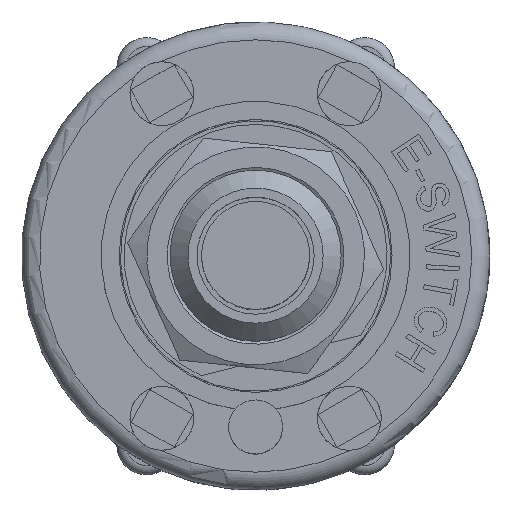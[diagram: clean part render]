
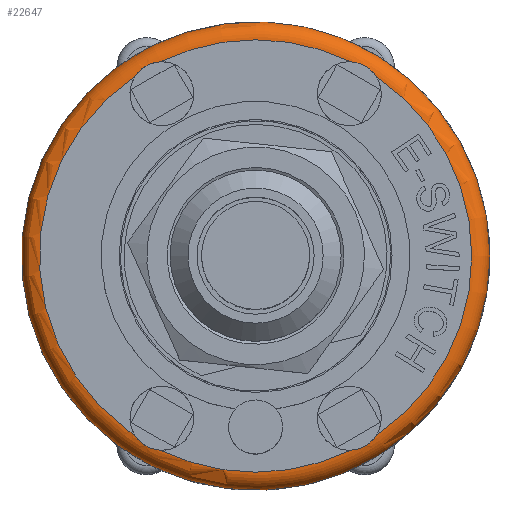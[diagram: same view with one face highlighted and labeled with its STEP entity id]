
A CAD part, top view. The second image highlights one B-rep face of the part: STEP entity #22647.
In plain terms, the highlighted toroidal (fillet/blend) face has major radius 12 mm and minor radius 1 mm.
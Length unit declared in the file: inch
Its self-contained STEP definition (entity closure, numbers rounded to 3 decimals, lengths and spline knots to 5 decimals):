
#20864=CARTESIAN_POINT('',(0.51181,0.0,0.3622));
#20865=VERTEX_POINT('',#20864);
#20866=CARTESIAN_POINT('',(0.0,0.0,0.3622));
#20867=DIRECTION('',(0.0,0.0,1.0));
#20868=DIRECTION('',(-1.0,0.0,0.0));
#20869=AXIS2_PLACEMENT_3D('',#20866,#20867,#20868);
#20870=CIRCLE('',#20869,0.51181);
#20871=EDGE_CURVE('',#20865,#20865,#20870,.T.);
#22357=CARTESIAN_POINT('',(-0.20753,0.42442,0.40157));
#22358=VERTEX_POINT('',#22357);
#22359=CARTESIAN_POINT('',(-0.26379,0.39194,0.40157));
#22360=VERTEX_POINT('',#22359);
#22368=CARTESIAN_POINT('',(-0.26379,0.39194,0.40157));
#22369=CARTESIAN_POINT('',(-0.26063,0.39693,0.40157));
#22370=CARTESIAN_POINT('',(-0.25684,0.40153,0.40137));
#22371=CARTESIAN_POINT('',(-0.25019,0.40776,0.40113));
#22372=CARTESIAN_POINT('',(-0.24774,0.40975,0.40106));
#22373=CARTESIAN_POINT('',(-0.24411,0.41233,0.401));
#22374=CARTESIAN_POINT('',(-0.24303,0.41306,0.40098));
#22375=CARTESIAN_POINT('',(-0.24115,0.41424,0.40097));
#22376=CARTESIAN_POINT('',(-0.24035,0.41472,0.40097));
#22377=CARTESIAN_POINT('',(-0.23874,0.41565,0.40097));
#22378=CARTESIAN_POINT('',(-0.23791,0.4161,0.40097));
#22379=CARTESIAN_POINT('',(-0.23586,0.41717,0.40099));
#22380=CARTESIAN_POINT('',(-0.23462,0.41777,0.401));
#22381=CARTESIAN_POINT('',(-0.23029,0.41972,0.40107));
#22382=CARTESIAN_POINT('',(-0.22713,0.42087,0.40115));
#22383=CARTESIAN_POINT('',(-0.2184,0.42336,0.4014));
#22384=CARTESIAN_POINT('',(-0.2129,0.4242,0.40157));
#22385=CARTESIAN_POINT('',(-0.20753,0.42442,0.40157));
#22386=B_SPLINE_CURVE_WITH_KNOTS('',3,(#22368,#22369,#22370,#22371,#22372,#22373,#22374,#22375,#22376,#22377,#22378,#22379,#22380,#22381,#22382,#22383,#22384,#22385),.UNSPECIFIED.,.F.,.U.,(4,2,2,2,2,2,2,2,4),(-0.30321,-0.28459,-0.27477,-0.27072,-0.26786,-0.26495,-0.2607,-0.25033,-0.23279),.UNSPECIFIED.);
#22387=EDGE_CURVE('',#22360,#22358,#22386,.T.);
#22423=CARTESIAN_POINT('',(-0.26379,-0.39194,0.40157));
#22424=VERTEX_POINT('',#22423);
#22425=CARTESIAN_POINT('',(-0.20753,-0.42442,0.40157));
#22426=VERTEX_POINT('',#22425);
#22434=CARTESIAN_POINT('',(-0.20753,-0.42442,0.40157));
#22435=CARTESIAN_POINT('',(-0.21344,-0.42418,0.40157));
#22436=CARTESIAN_POINT('',(-0.21932,-0.42319,0.40137));
#22437=CARTESIAN_POINT('',(-0.22803,-0.42055,0.40113));
#22438=CARTESIAN_POINT('',(-0.23098,-0.41943,0.40106));
#22439=CARTESIAN_POINT('',(-0.23503,-0.41757,0.401));
#22440=CARTESIAN_POINT('',(-0.2362,-0.417,0.40098));
#22441=CARTESIAN_POINT('',(-0.23817,-0.41596,0.40097));
#22442=CARTESIAN_POINT('',(-0.23898,-0.41551,0.40097));
#22443=CARTESIAN_POINT('',(-0.24059,-0.41458,0.40097));
#22444=CARTESIAN_POINT('',(-0.2414,-0.41409,0.40097));
#22445=CARTESIAN_POINT('',(-0.24335,-0.41285,0.40099));
#22446=CARTESIAN_POINT('',(-0.24449,-0.41207,0.401));
#22447=CARTESIAN_POINT('',(-0.24834,-0.4093,0.40107));
#22448=CARTESIAN_POINT('',(-0.25092,-0.40713,0.40115));
#22449=CARTESIAN_POINT('',(-0.25744,-0.40082,0.4014));
#22450=CARTESIAN_POINT('',(-0.26092,-0.39648,0.40157));
#22451=CARTESIAN_POINT('',(-0.26379,-0.39194,0.40157));
#22452=B_SPLINE_CURVE_WITH_KNOTS('',3,(#22434,#22435,#22436,#22437,#22438,#22439,#22440,#22441,#22442,#22443,#22444,#22445,#22446,#22447,#22448,#22449,#22450,#22451),.UNSPECIFIED.,.F.,.U.,(4,2,2,2,2,2,2,2,4),(-0.30321,-0.28459,-0.27477,-0.27072,-0.26786,-0.26495,-0.2607,-0.25033,-0.23279),.UNSPECIFIED.);
#22453=EDGE_CURVE('',#22426,#22424,#22452,.T.);
#22489=CARTESIAN_POINT('',(0.20753,-0.42442,0.40157));
#22490=VERTEX_POINT('',#22489);
#22491=CARTESIAN_POINT('',(0.26379,-0.39194,0.40157));
#22492=VERTEX_POINT('',#22491);
#22500=CARTESIAN_POINT('',(0.26379,-0.39194,0.40157));
#22501=CARTESIAN_POINT('',(0.26063,-0.39693,0.40157));
#22502=CARTESIAN_POINT('',(0.25684,-0.40153,0.40137));
#22503=CARTESIAN_POINT('',(0.25019,-0.40776,0.40113));
#22504=CARTESIAN_POINT('',(0.24774,-0.40975,0.40106));
#22505=CARTESIAN_POINT('',(0.24411,-0.41233,0.401));
#22506=CARTESIAN_POINT('',(0.24303,-0.41306,0.40098));
#22507=CARTESIAN_POINT('',(0.24115,-0.41424,0.40097));
#22508=CARTESIAN_POINT('',(0.24035,-0.41472,0.40097));
#22509=CARTESIAN_POINT('',(0.23874,-0.41565,0.40097));
#22510=CARTESIAN_POINT('',(0.23791,-0.4161,0.40097));
#22511=CARTESIAN_POINT('',(0.23586,-0.41717,0.40099));
#22512=CARTESIAN_POINT('',(0.23462,-0.41777,0.401));
#22513=CARTESIAN_POINT('',(0.23029,-0.41972,0.40107));
#22514=CARTESIAN_POINT('',(0.22713,-0.42087,0.40115));
#22515=CARTESIAN_POINT('',(0.2184,-0.42336,0.4014));
#22516=CARTESIAN_POINT('',(0.2129,-0.4242,0.40157));
#22517=CARTESIAN_POINT('',(0.20753,-0.42442,0.40157));
#22518=B_SPLINE_CURVE_WITH_KNOTS('',3,(#22500,#22501,#22502,#22503,#22504,#22505,#22506,#22507,#22508,#22509,#22510,#22511,#22512,#22513,#22514,#22515,#22516,#22517),.UNSPECIFIED.,.F.,.U.,(4,2,2,2,2,2,2,2,4),(-0.30321,-0.28459,-0.27477,-0.27072,-0.26786,-0.26495,-0.2607,-0.25033,-0.23279),.UNSPECIFIED.);
#22519=EDGE_CURVE('',#22492,#22490,#22518,.T.);
#22555=CARTESIAN_POINT('',(0.26379,0.39194,0.40157));
#22556=VERTEX_POINT('',#22555);
#22557=CARTESIAN_POINT('',(0.20753,0.42442,0.40157));
#22558=VERTEX_POINT('',#22557);
#22566=CARTESIAN_POINT('',(0.20753,0.42442,0.40157));
#22567=CARTESIAN_POINT('',(0.21344,0.42418,0.40157));
#22568=CARTESIAN_POINT('',(0.21932,0.42319,0.40137));
#22569=CARTESIAN_POINT('',(0.22803,0.42055,0.40113));
#22570=CARTESIAN_POINT('',(0.23098,0.41943,0.40106));
#22571=CARTESIAN_POINT('',(0.23503,0.41757,0.401));
#22572=CARTESIAN_POINT('',(0.2362,0.417,0.40098));
#22573=CARTESIAN_POINT('',(0.23817,0.41596,0.40097));
#22574=CARTESIAN_POINT('',(0.23898,0.41551,0.40097));
#22575=CARTESIAN_POINT('',(0.24059,0.41458,0.40097));
#22576=CARTESIAN_POINT('',(0.2414,0.41409,0.40097));
#22577=CARTESIAN_POINT('',(0.24335,0.41285,0.40099));
#22578=CARTESIAN_POINT('',(0.24449,0.41207,0.401));
#22579=CARTESIAN_POINT('',(0.24834,0.4093,0.40107));
#22580=CARTESIAN_POINT('',(0.25092,0.40713,0.40115));
#22581=CARTESIAN_POINT('',(0.25744,0.40082,0.4014));
#22582=CARTESIAN_POINT('',(0.26092,0.39648,0.40157));
#22583=CARTESIAN_POINT('',(0.26379,0.39194,0.40157));
#22584=B_SPLINE_CURVE_WITH_KNOTS('',3,(#22566,#22567,#22568,#22569,#22570,#22571,#22572,#22573,#22574,#22575,#22576,#22577,#22578,#22579,#22580,#22581,#22582,#22583),.UNSPECIFIED.,.F.,.U.,(4,2,2,2,2,2,2,2,4),(-0.30321,-0.28459,-0.27477,-0.27072,-0.26786,-0.26495,-0.2607,-0.25033,-0.23279),.UNSPECIFIED.);
#22585=EDGE_CURVE('',#22558,#22556,#22584,.T.);
#22605=CARTESIAN_POINT('',(0.0,0.0,0.3622));
#22606=DIRECTION('',(0.0,0.0,-1.0));
#22607=DIRECTION('',(-1.0,0.0,0.0));
#22608=AXIS2_PLACEMENT_3D('',#22605,#22606,#22607);
#22609=TOROIDAL_SURFACE('',#22608,0.47244,0.03937);
#22610=ORIENTED_EDGE('',*,*,#20871,.T.);
#22611=EDGE_LOOP('',(#22610));
#22612=FACE_OUTER_BOUND('',#22611,.T.);
#22613=CARTESIAN_POINT('',(0.0,0.0,0.40157));
#22614=DIRECTION('',(0.0,0.0,-1.0));
#22615=DIRECTION('',(-1.0,0.0,0.0));
#22616=AXIS2_PLACEMENT_3D('',#22613,#22614,#22615);
#22617=CIRCLE('',#22616,0.47244);
#22618=EDGE_CURVE('',#22424,#22360,#22617,.T.);
#22619=ORIENTED_EDGE('',*,*,#22618,.T.);
#22620=ORIENTED_EDGE('',*,*,#22387,.T.);
#22621=CARTESIAN_POINT('',(0.0,0.0,0.40157));
#22622=DIRECTION('',(0.0,0.0,-1.0));
#22623=DIRECTION('',(-1.0,0.0,0.0));
#22624=AXIS2_PLACEMENT_3D('',#22621,#22622,#22623);
#22625=CIRCLE('',#22624,0.47244);
#22626=EDGE_CURVE('',#22358,#22558,#22625,.T.);
#22627=ORIENTED_EDGE('',*,*,#22626,.T.);
#22628=ORIENTED_EDGE('',*,*,#22585,.T.);
#22629=CARTESIAN_POINT('',(0.0,0.0,0.40157));
#22630=DIRECTION('',(0.0,0.0,-1.0));
#22631=DIRECTION('',(-1.0,0.0,0.0));
#22632=AXIS2_PLACEMENT_3D('',#22629,#22630,#22631);
#22633=CIRCLE('',#22632,0.47244);
#22634=EDGE_CURVE('',#22556,#22492,#22633,.T.);
#22635=ORIENTED_EDGE('',*,*,#22634,.T.);
#22636=ORIENTED_EDGE('',*,*,#22519,.T.);
#22637=CARTESIAN_POINT('',(0.0,0.0,0.40157));
#22638=DIRECTION('',(0.0,0.0,-1.0));
#22639=DIRECTION('',(-1.0,0.0,0.0));
#22640=AXIS2_PLACEMENT_3D('',#22637,#22638,#22639);
#22641=CIRCLE('',#22640,0.47244);
#22642=EDGE_CURVE('',#22490,#22426,#22641,.T.);
#22643=ORIENTED_EDGE('',*,*,#22642,.T.);
#22644=ORIENTED_EDGE('',*,*,#22453,.T.);
#22645=EDGE_LOOP('',(#22619,#22620,#22627,#22628,#22635,#22636,#22643,#22644));
#22646=FACE_BOUND('',#22645,.T.);
#22647=ADVANCED_FACE('',(#22612,#22646),#22609,.T.);
